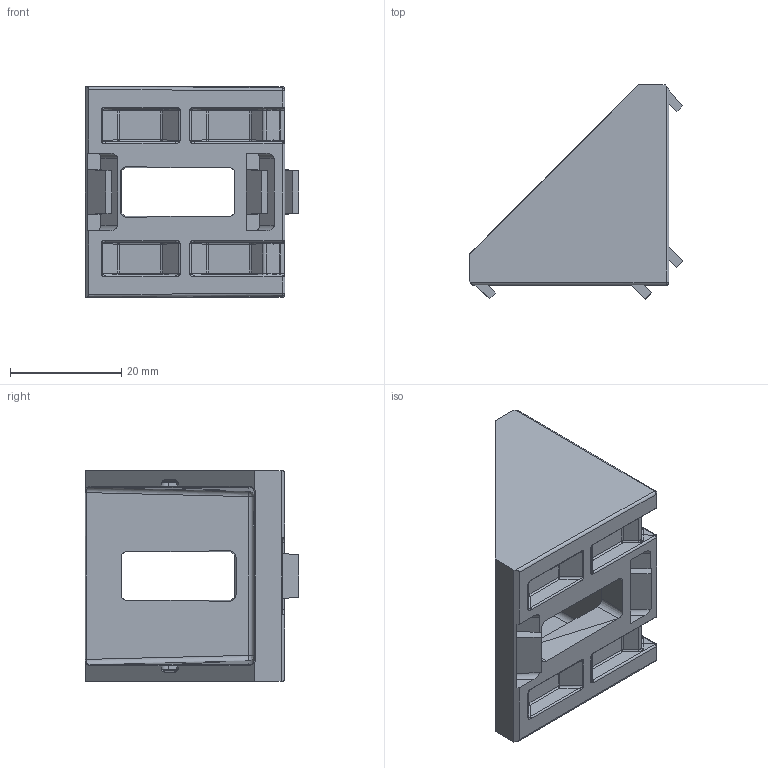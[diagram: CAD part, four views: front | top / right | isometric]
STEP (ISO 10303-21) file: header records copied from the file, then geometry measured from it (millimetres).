
FILE_DESCRIPTION (( 'STEP AP214' ), '1' );
FILE_NAME ('Transept Giltec-W84040AL.STEP', '2013-01-03T08:13:12', ( 'Windows User' ), ( '' ), 'SwSTEP 2.0', 'SolidWorks 2013', '' );
FILE_SCHEMA (( 'AUTOMOTIVE_DESIGN' ));
Length unit declared in the file: millimetre
Products named in the file (1): Transept Giltec-W84040AL
Bounding box: 38.52 x 38.52 x 38 mm (x, y, z)
Volume: 12880.4 mm3; surface area: 8714 mm2
Topology: 1 solids, 1 shells, 496 faces, 1200 edges, 721 vertices
Faces by surface type: plane 172, bspline 163, cylinder 149, cone 12
Entity records: 19833 total; most frequent: CARTESIAN_POINT 9476, ORIENTED_EDGE 2390, DIRECTION 1746, EDGE_CURVE 1195, VERTEX_POINT 721, VECTOR 642, LINE 642, AXIS2_PLACEMENT_3D 552
